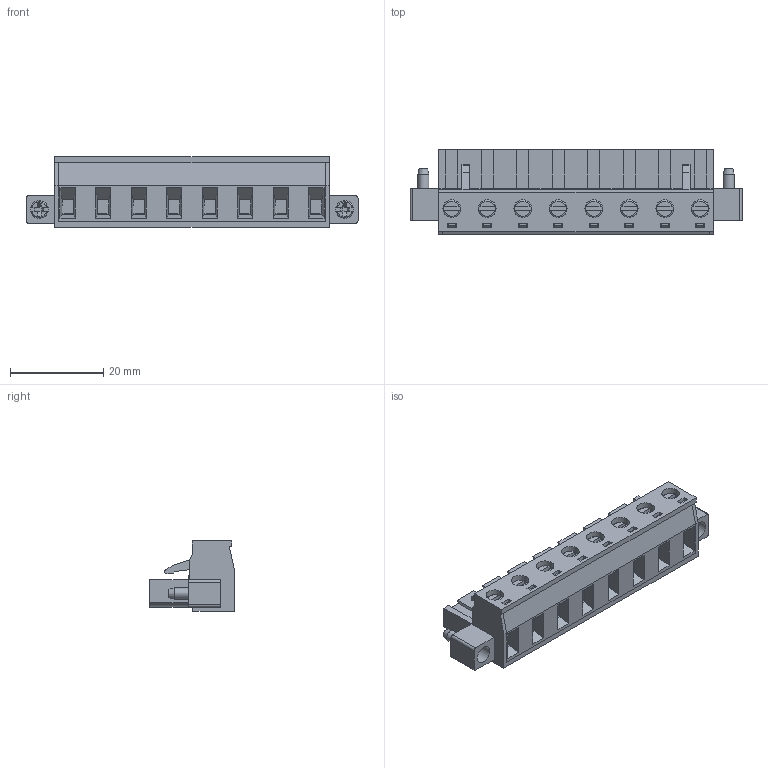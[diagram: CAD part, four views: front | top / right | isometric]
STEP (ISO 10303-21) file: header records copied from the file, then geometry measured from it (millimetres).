
FILE_DESCRIPTION( ( 'Unknown' ), '1' );
FILE_NAME( '691340400008.stp', 'Unknown', ( 'Unknown' ), ( 'Unknown' ), 'PSStep 15.0.49', 'Unknown', ' ' );
FILE_SCHEMA( ( 'AUTOMOTIVE_DESIGN { 1 0 10303 214 1 1 1 1 }' ) );
Length unit declared in the file: millimetre
Products named in the file (7): Assem1; 6913404000xx_CAGE; 6913404000xx_PIN; 6913404000xx_VISSE; 6913404000xx_VIS Flange; 691340500008; 691340500008_CAPOT
Assembly tree (28 placements, depth 2):
  Assem1
    6913404000xx_CAGE  x8
    6913404000xx_PIN  x8
    6913404000xx_VISSE  x8
    6913404000xx_VIS Flange  x2
    691340500008
    691340500008_CAPOT
Bounding box: 71.26 x 18.2 x 15.1 mm (x, y, z)
Volume: 7451.5 mm3; surface area: 16444 mm2
Topology: 28 solids, 28 shells, 1961 faces, 5363 edges, 3502 vertices
Faces by surface type: plane 1483, cylinder 430, torus 30, cone 18
Full cylindrical faces by diameter (mm): 1.5 x8, 2.4 x2, 2.5 x10, 2.9 x8, 2.95 x8, 3 x8, 3.75 x8, 3.8 x12
Entity records: 42371 total; most frequent: CARTESIAN_POINT 5977, ORIENTED_EDGE 5776, DIRECTION 5351, EDGE_CURVE 2888, LINE 2621, VECTOR 2621, VERTEX_POINT 1911, AXIS2_PLACEMENT_3D 1365
